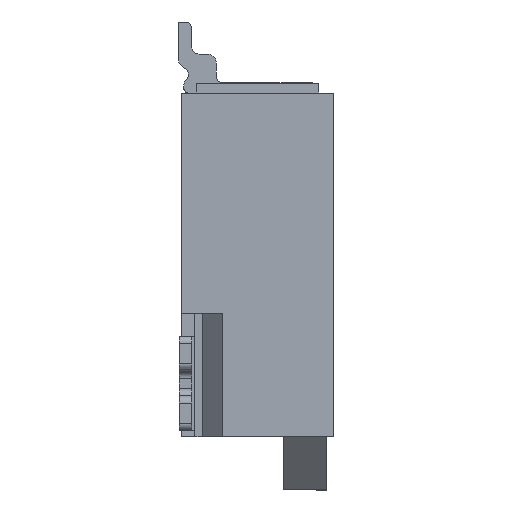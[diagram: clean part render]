
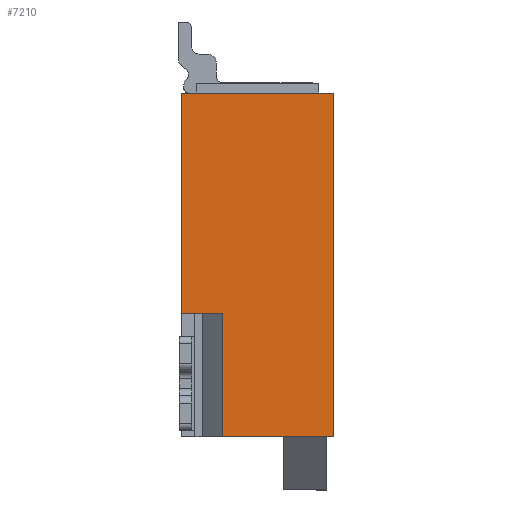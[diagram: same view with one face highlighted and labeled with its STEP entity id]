
A CAD part, left-side view. The second image highlights one B-rep face of the part: STEP entity #7210.
In plain terms, the highlighted planar face has unit normal (-1, 0, 0).
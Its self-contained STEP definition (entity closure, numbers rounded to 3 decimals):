
#6660=CARTESIAN_POINT('',(42.546,52.069,0.));
#6670=DIRECTION('',(-1.,0.,0.));
#6680=DIRECTION('',(0.,1.,0.));
#6690=AXIS2_PLACEMENT_3D('',#6660,#6670,#6680);
#6700=PLANE('',#6690);
#6710=CARTESIAN_POINT('',(42.546,54.569,0.));
#6720=DIRECTION('',(0.,0.,1.));
#6730=VECTOR('',#6720,1.);
#6740=LINE('',#6710,#6730);
#6750=CARTESIAN_POINT('',(42.546,54.569,2.));
#6760=VERTEX_POINT('',#6750);
#6770=CARTESIAN_POINT('',(42.546,54.569,5.57));
#6780=VERTEX_POINT('',#6770);
#6790=EDGE_CURVE('',#6760,#6780,#6740,.T.);
#6800=ORIENTED_EDGE('',*,*,#6790,.F.);
#6810=CARTESIAN_POINT('',(42.546,0.,5.57));
#6820=DIRECTION('',(0.,1.,0.));
#6830=VECTOR('',#6820,1.);
#6840=LINE('',#6810,#6830);
#6850=CARTESIAN_POINT('',(42.546,52.099,5.57));
#6860=VERTEX_POINT('',#6850);
#6870=EDGE_CURVE('',#6860,#6780,#6840,.T.);
#6880=ORIENTED_EDGE('',*,*,#6870,.T.);
#6890=CARTESIAN_POINT('',(42.546,52.099,0.));
#6900=DIRECTION('',(0.,0.,1.));
#6910=VECTOR('',#6900,1.);
#6920=LINE('',#6890,#6910);
#6930=CARTESIAN_POINT('',(42.546,52.099,0.));
#6940=VERTEX_POINT('',#6930);
#6950=EDGE_CURVE('',#6940,#6860,#6920,.T.);
#6960=ORIENTED_EDGE('',*,*,#6950,.T.);
#6970=CARTESIAN_POINT('',(42.546,0.,0.));
#6980=DIRECTION('',(0.,1.,0.));
#6990=VECTOR('',#6980,1.);
#7000=LINE('',#6970,#6990);
#7010=CARTESIAN_POINT('',(42.546,53.899,0.));
#7020=VERTEX_POINT('',#7010);
#7030=EDGE_CURVE('',#6940,#7020,#7000,.T.);
#7040=ORIENTED_EDGE('',*,*,#7030,.F.);
#7050=CARTESIAN_POINT('',(42.546,53.899,0.));
#7060=DIRECTION('',(0.,0.,1.));
#7070=VECTOR('',#7060,1.);
#7080=LINE('',#7050,#7070);
#7090=CARTESIAN_POINT('',(42.546,53.899,2.));
#7100=VERTEX_POINT('',#7090);
#7110=EDGE_CURVE('',#7020,#7100,#7080,.T.);
#7120=ORIENTED_EDGE('',*,*,#7110,.F.);
#7130=CARTESIAN_POINT('',(42.546,0.,2.));
#7140=DIRECTION('',(0.,-1.,0.));
#7150=VECTOR('',#7140,1.);
#7160=LINE('',#7130,#7150);
#7170=EDGE_CURVE('',#6760,#7100,#7160,.T.);
#7180=ORIENTED_EDGE('',*,*,#7170,.T.);
#7190=EDGE_LOOP('',(#7180,#7120,#7040,#6960,#6880,#6800));
#7200=FACE_OUTER_BOUND('',#7190,.T.);
#7210=ADVANCED_FACE('',(#7200),#6700,.T.);
